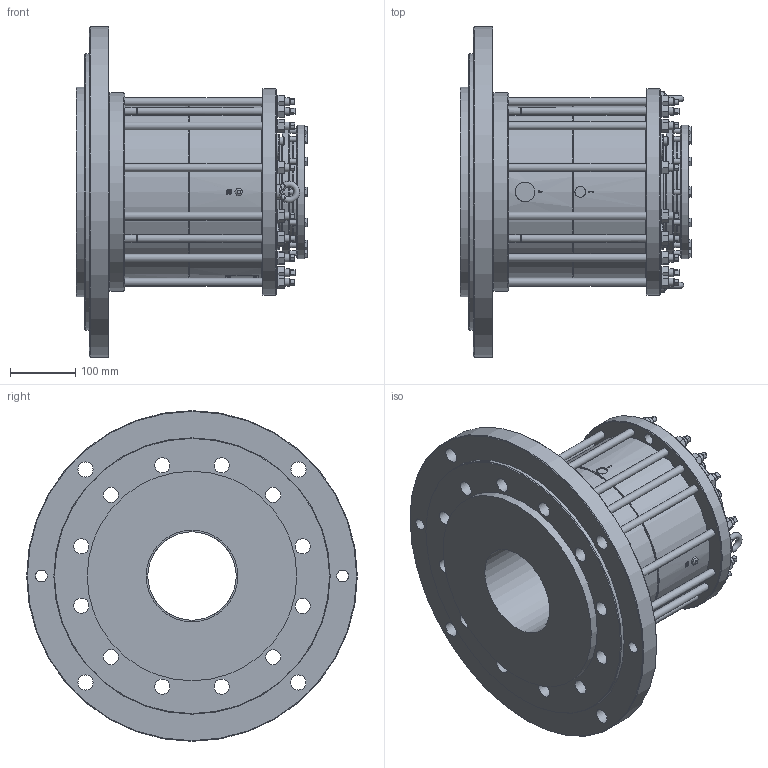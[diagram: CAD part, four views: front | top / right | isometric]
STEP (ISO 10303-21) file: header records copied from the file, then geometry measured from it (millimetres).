
FILE_DESCRIPTION(/* description */ ('Unknown'),/* implementation_level */ '2;1');
FILE_NAME(/* name */ '140mm',/* time_stamp */ '2023-04-14T15:55:42+01:00',/* author */ ('Unknown'),/* organization */ ('Unknown'),/* preprocessor_version */ 'ST-DEVELOPER v18.102',/* originating_system */ 'Solid Edge',/* authorisation */ 'Unknown');
FILE_SCHEMA (('AUTOMOTIVE_DESIGN {1 0 10303 214 3 1 1}'));
Length unit declared in the file: millimetre
Products named in the file (1): 140MM
Bounding box: 353.52 x 505 x 505 mm (x, y, z)
Volume: 19235285 mm3; surface area: 1188945.2 mm2
Topology: 1 solids, 1 shells, 1238 faces, 3119 edges, 1951 vertices
Faces by surface type: plane 516, cone 363, cylinder 273, torus 46, bspline 40
Full cylindrical faces by diameter (mm): 2.5 x4, 3.175 x2, 4.94 x1, 8 x14, 12 x52, 12.5 x1, 13 x4, 16.002 x1, 16.5 x1, 17 x2, 18 x2, 22 x2, 23 x16, 30 x2, 39.624 x4, 135 x3, 135.179 x1, 140 x1, 151.181 x1, 153.924 x1, 158.75 x1, 204.241 x2, 239.852 x1, 264.947 x1, 266.979 x1, 303.53 x1, 315.468 x1, 320 x1, 422 x1, 505 x1
Entity records: 46252 total; most frequent: CARTESIAN_POINT 10276, ORIENTED_EDGE 5516, DIRECTION 5419, EDGE_CURVE 2758, AXIS2_PLACEMENT_3D 2290, VERTEX_POINT 1814, FACE_BOUND 1718, EDGE_LOOP 1714
